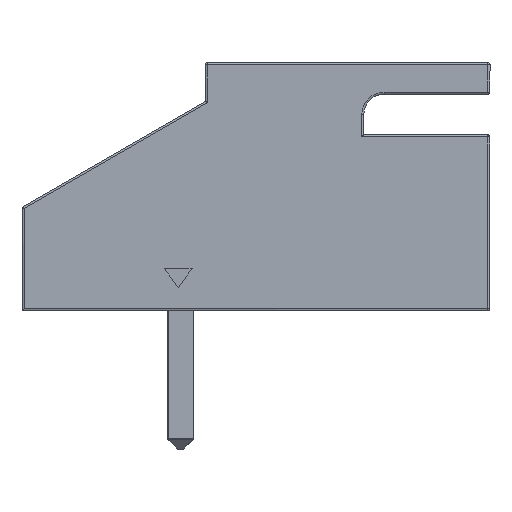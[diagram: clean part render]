
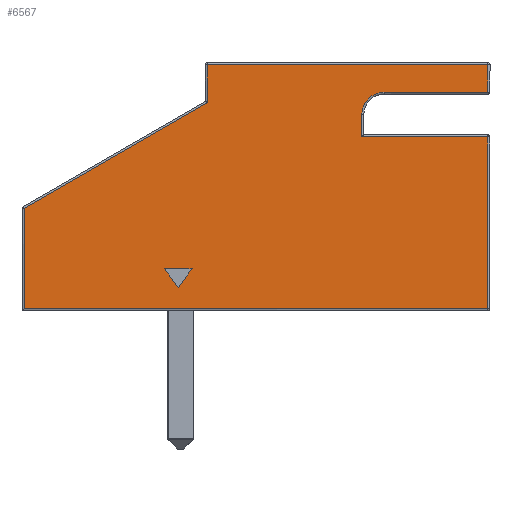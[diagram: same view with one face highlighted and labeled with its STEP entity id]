
A CAD part, left-side view. The second image highlights one B-rep face of the part: STEP entity #6567.
In plain terms, the highlighted planar face has unit normal (-1, 0, 0).
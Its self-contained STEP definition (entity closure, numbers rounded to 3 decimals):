
#755=CIRCLE('',#7366,0.55);
#1071=FACE_OUTER_BOUND('',#1494,.T.);
#1494=EDGE_LOOP('',(#5309,#5310,#5311,#5312,#5313,#5314,#5315,#5316,#5317,
#5318,#5319));
#1913=LINE('',#10511,#2423);
#1914=LINE('',#10519,#2424);
#1915=LINE('',#10522,#2425);
#1916=LINE('',#10524,#2426);
#1917=LINE('',#10527,#2427);
#1918=LINE('',#10531,#2428);
#1920=LINE('',#10537,#2430);
#1922=LINE('',#10544,#2432);
#1927=LINE('',#10555,#2437);
#1971=LINE('',#10678,#2481);
#2423=VECTOR('',#8833,10.);
#2424=VECTOR('',#8844,10.);
#2425=VECTOR('',#8849,10.);
#2426=VECTOR('',#8852,10.);
#2427=VECTOR('',#8855,10.);
#2428=VECTOR('',#8860,10.);
#2430=VECTOR('',#8866,10.);
#2432=VECTOR('',#8874,10.);
#2437=VECTOR('',#8885,10.);
#2481=VECTOR('',#9015,10.);
#2904=VERTEX_POINT('',#10380);
#2905=VERTEX_POINT('',#10384);
#2947=VERTEX_POINT('',#10508);
#2948=VERTEX_POINT('',#10510);
#2949=VERTEX_POINT('',#10514);
#2950=VERTEX_POINT('',#10518);
#2951=VERTEX_POINT('',#10526);
#2952=VERTEX_POINT('',#10530);
#2954=VERTEX_POINT('',#10536);
#2956=VERTEX_POINT('',#10542);
#2959=VERTEX_POINT('',#10554);
#3727=EDGE_CURVE('',#2947,#2948,#1913,.T.);
#3729=EDGE_CURVE('',#2948,#2949,#755,.T.);
#3731=EDGE_CURVE('',#2949,#2950,#1914,.T.);
#3733=EDGE_CURVE('',#2950,#2904,#1915,.T.);
#3734=EDGE_CURVE('',#2904,#2905,#1916,.T.);
#3735=EDGE_CURVE('',#2905,#2951,#1917,.T.);
#3737=EDGE_CURVE('',#2951,#2952,#1918,.T.);
#3740=EDGE_CURVE('',#2952,#2954,#1920,.T.);
#3744=EDGE_CURVE('',#2956,#2947,#1922,.T.);
#3749=EDGE_CURVE('',#2954,#2959,#1927,.T.);
#3811=EDGE_CURVE('',#2959,#2956,#1971,.T.);
#5309=ORIENTED_EDGE('',*,*,#3744,.F.);
#5310=ORIENTED_EDGE('',*,*,#3811,.F.);
#5311=ORIENTED_EDGE('',*,*,#3749,.F.);
#5312=ORIENTED_EDGE('',*,*,#3740,.F.);
#5313=ORIENTED_EDGE('',*,*,#3737,.F.);
#5314=ORIENTED_EDGE('',*,*,#3735,.F.);
#5315=ORIENTED_EDGE('',*,*,#3734,.F.);
#5316=ORIENTED_EDGE('',*,*,#3733,.F.);
#5317=ORIENTED_EDGE('',*,*,#3731,.F.);
#5318=ORIENTED_EDGE('',*,*,#3729,.F.);
#5319=ORIENTED_EDGE('',*,*,#3727,.F.);
#6113=PLANE('',#7425);
#6567=ADVANCED_FACE('',(#1071),#6113,.F.);
#7366=AXIS2_PLACEMENT_3D('',#10515,#8838,#8839);
#7425=AXIS2_PLACEMENT_3D('',#10677,#9013,#9014);
#8833=DIRECTION('',(0.,0.,-1.));
#8838=DIRECTION('center_axis',(-1.,0.,0.));
#8839=DIRECTION('ref_axis',(0.,0.707,-0.707));
#8844=DIRECTION('',(0.,-1.,0.));
#8849=DIRECTION('',(0.,0.,1.));
#8852=DIRECTION('',(0.,-1.,0.));
#8855=DIRECTION('',(0.,0.,-1.));
#8860=DIRECTION('',(0.,1.,0.));
#8866=DIRECTION('',(0.,0.5,0.866));
#8874=DIRECTION('',(0.,-1.,0.));
#8885=DIRECTION('',(0.,1.,0.));
#9013=DIRECTION('center_axis',(1.,0.,0.));
#9014=DIRECTION('ref_axis',(0.,1.,0.));
#9015=DIRECTION('',(0.,0.,1.));
#10380=CARTESIAN_POINT('',(-8.7,4.275,5.7));
#10384=CARTESIAN_POINT('',(-8.7,0.05,5.7));
#10508=CARTESIAN_POINT('',(-8.7,5.375,5.7));
#10510=CARTESIAN_POINT('',(-8.7,5.375,3.15));
#10511=CARTESIAN_POINT('',(-8.7,5.375,5.75));
#10514=CARTESIAN_POINT('',(-8.7,4.825,2.6));
#10515=CARTESIAN_POINT('Origin',(-8.7,4.825,3.15));
#10518=CARTESIAN_POINT('',(-8.7,4.275,2.6));
#10519=CARTESIAN_POINT('',(-8.7,5.737,2.6));
#10522=CARTESIAN_POINT('',(-8.7,4.275,4.2));
#10524=CARTESIAN_POINT('',(-8.7,5.237,5.7));
#10526=CARTESIAN_POINT('',(-8.7,0.05,-5.7));
#10527=CARTESIAN_POINT('',(-8.7,0.05,5.75));
#10530=CARTESIAN_POINT('',(-8.7,2.523,-5.7));
#10531=CARTESIAN_POINT('',(-8.7,3.075,-5.7));
#10536=CARTESIAN_POINT('',(-8.7,5.121,-1.2));
#10537=CARTESIAN_POINT('',(-8.7,5.448,-0.633));
#10542=CARTESIAN_POINT('',(-8.7,6.05,5.7));
#10544=CARTESIAN_POINT('',(-8.7,6.15,5.7));
#10554=CARTESIAN_POINT('',(-8.7,6.05,-1.2));
#10555=CARTESIAN_POINT('',(-8.7,6.15,-1.2));
#10677=CARTESIAN_POINT('Origin',(-8.7,6.15,5.75));
#10678=CARTESIAN_POINT('',(-8.7,6.05,2.25));
